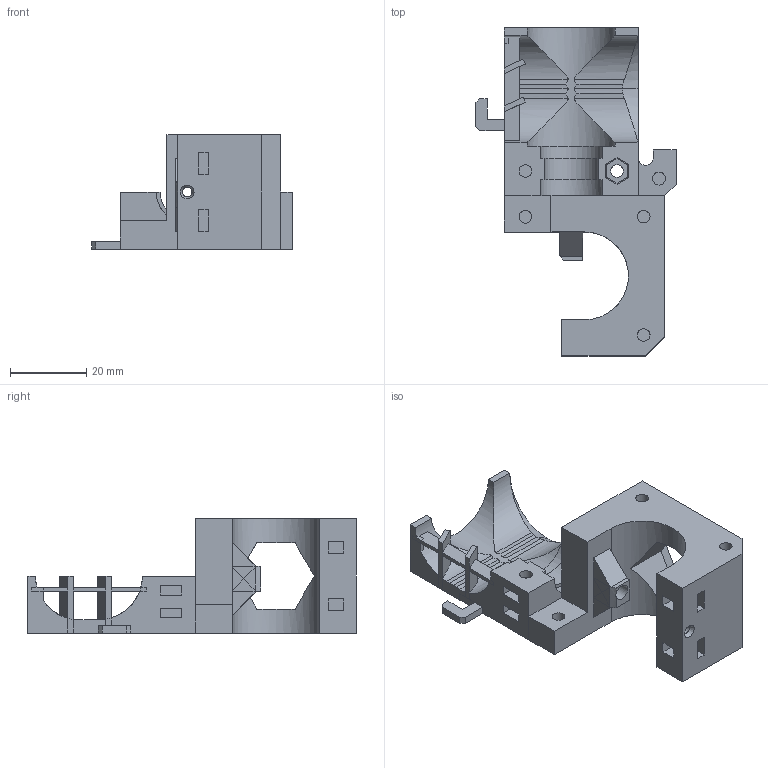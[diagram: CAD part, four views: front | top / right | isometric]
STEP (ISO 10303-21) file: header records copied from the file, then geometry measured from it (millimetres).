
FILE_DESCRIPTION(('FreeCAD Model'),'2;1');
FILE_NAME('extruder-body.step','2020-06-11T13:05:32',('Author'),(''), 'Open CASCADE STEP processor 7.3','FreeCAD','Unknown');
FILE_SCHEMA(('AUTOMOTIVE_DESIGN { 1 0 10303 214 1 1 1 1 }'));
Length unit declared in the file: millimetre
Products named in the file (1): difference007
Bounding box: 52.5 x 86 x 30 mm (x, y, z)
Volume: 32469 mm3; surface area: 15594.5 mm2
Topology: 1 solids, 3 shells, 262 faces, 667 edges, 425 vertices
Faces by surface type: plane 208, cylinder 39, bspline 12, cone 3
Full cylindrical faces by diameter (mm): 2.5 x1, 2.7 x1, 3 x1, 3.3 x7, 3.4 x1, 4.2 x1, 6.2 x3
Entity records: 21093 total; most frequent: CARTESIAN_POINT 6326, DIRECTION 2225, LINE 1431, VECTOR 1431, ORIENTED_EDGE 1334, PCURVE 1334, DEFINITIONAL_REPRESENTATION 1334, EDGE_CURVE 667
